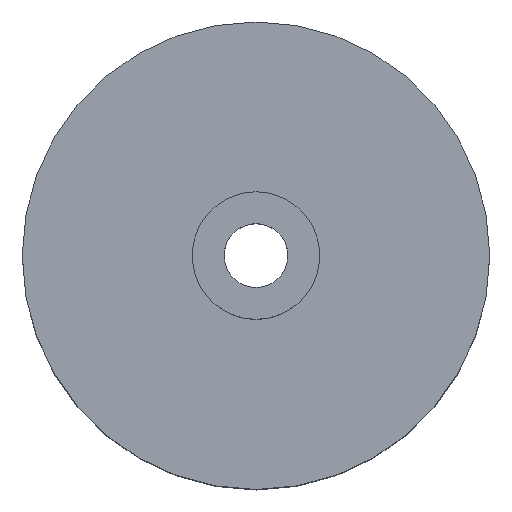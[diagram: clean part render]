
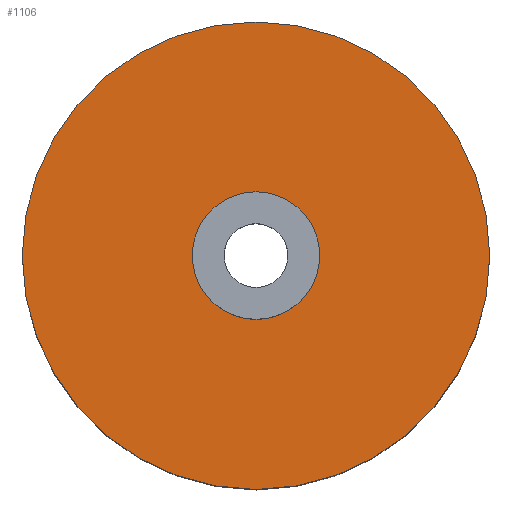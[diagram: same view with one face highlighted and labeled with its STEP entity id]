
A CAD part, top view. The second image highlights one B-rep face of the part: STEP entity #1106.
In plain terms, the highlighted planar face has unit normal (0, 0, 1).
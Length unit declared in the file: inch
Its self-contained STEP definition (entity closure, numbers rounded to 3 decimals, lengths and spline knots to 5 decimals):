
#106 = DIRECTION ( 'NONE',  ( 1., 0., 0. ) ) ;
#123 = FACE_BOUND ( 'NONE', #1473, .T. ) ;
#138 = AXIS2_PLACEMENT_3D ( 'NONE', #1565, #1151, #1606 ) ;
#197 = VERTEX_POINT ( 'NONE', #691 ) ;
#227 = DIRECTION ( 'NONE',  ( 1., 0., 0. ) ) ;
#244 = CARTESIAN_POINT ( 'NONE',  ( 0., 0., 0. ) ) ;
#250 = CARTESIAN_POINT ( 'NONE',  ( 0., 0., 0. ) ) ;
#264 = DIRECTION ( 'NONE',  ( 1., 0., 0. ) ) ;
#363 = ORIENTED_EDGE ( 'NONE', *, *, #914, .T. ) ;
#422 = AXIS2_PLACEMENT_3D ( 'NONE', #1814, #1274, #264 ) ;
#606 = CIRCLE ( 'NONE', #1179, 5.5 ) ;
#691 = CARTESIAN_POINT ( 'NONE',  ( 5.5, 0., 0. ) ) ;
#755 = AXIS2_PLACEMENT_3D ( 'NONE', #250, #1667, #1122 ) ;
#756 = CIRCLE ( 'NONE', #1328, 5.5 ) ;
#764 = EDGE_LOOP ( 'NONE', ( #1375, #363 ) ) ;
#818 = EDGE_CURVE ( 'NONE', #898, #854, #1498, .T. ) ;
#854 = VERTEX_POINT ( 'NONE', #1733 ) ;
#898 = VERTEX_POINT ( 'NONE', #1434 ) ;
#914 = EDGE_CURVE ( 'NONE', #1452, #197, #606, .T. ) ;
#1070 = CARTESIAN_POINT ( 'NONE',  ( -5.5, 0., 0. ) ) ;
#1106 = ADVANCED_FACE ( 'NONE', ( #123, #1414 ), #1806, .T. ) ;
#1122 = DIRECTION ( 'NONE',  ( 1., 0., 0. ) ) ;
#1151 = DIRECTION ( 'NONE',  ( 0., 0., 1. ) ) ;
#1179 = AXIS2_PLACEMENT_3D ( 'NONE', #1640, #1779, #227 ) ;
#1274 = DIRECTION ( 'NONE',  ( 0., 0., 1. ) ) ;
#1328 = AXIS2_PLACEMENT_3D ( 'NONE', #244, #1373, #106 ) ;
#1373 = DIRECTION ( 'NONE',  ( 0., 0., 1. ) ) ;
#1375 = ORIENTED_EDGE ( 'NONE', *, *, #1501, .T. ) ;
#1414 = FACE_OUTER_BOUND ( 'NONE', #764, .T. ) ;
#1434 = CARTESIAN_POINT ( 'NONE',  ( -1.5, 0., 0. ) ) ;
#1452 = VERTEX_POINT ( 'NONE', #1070 ) ;
#1473 = EDGE_LOOP ( 'NONE', ( #1611, #1567 ) ) ;
#1498 = CIRCLE ( 'NONE', #138, 1.5 ) ;
#1501 = EDGE_CURVE ( 'NONE', #197, #1452, #756, .T. ) ;
#1553 = CIRCLE ( 'NONE', #422, 1.5 ) ;
#1565 = CARTESIAN_POINT ( 'NONE',  ( 0., 0., 0. ) ) ;
#1567 = ORIENTED_EDGE ( 'NONE', *, *, #1575, .F. ) ;
#1575 = EDGE_CURVE ( 'NONE', #854, #898, #1553, .T. ) ;
#1606 = DIRECTION ( 'NONE',  ( 1., 0., 0. ) ) ;
#1611 = ORIENTED_EDGE ( 'NONE', *, *, #818, .F. ) ;
#1640 = CARTESIAN_POINT ( 'NONE',  ( 0., 0., 0. ) ) ;
#1667 = DIRECTION ( 'NONE',  ( 0., 0., 1. ) ) ;
#1733 = CARTESIAN_POINT ( 'NONE',  ( 1.5, 0., 0. ) ) ;
#1779 = DIRECTION ( 'NONE',  ( 0., 0., 1. ) ) ;
#1806 = PLANE ( 'NONE',  #755 ) ;
#1814 = CARTESIAN_POINT ( 'NONE',  ( 0., 0., 0. ) ) ;
